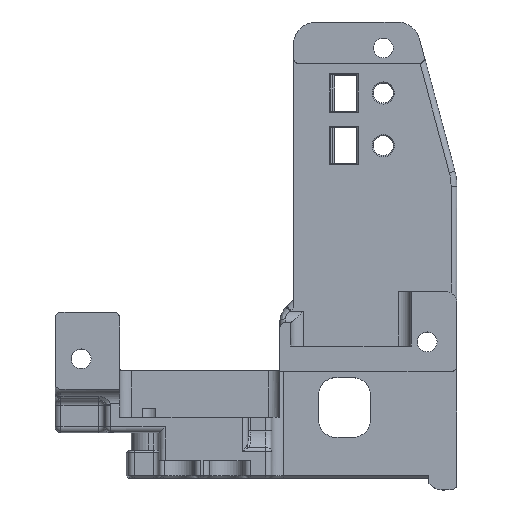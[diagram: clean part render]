
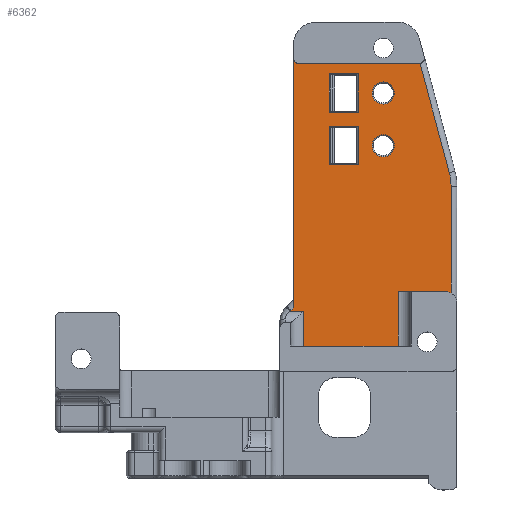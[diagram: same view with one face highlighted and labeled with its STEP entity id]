
A CAD part, top view. The second image highlights one B-rep face of the part: STEP entity #6362.
In plain terms, the highlighted planar face has unit normal (0, 0, 1).
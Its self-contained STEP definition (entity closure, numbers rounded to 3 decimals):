
#33=FACE_BOUND('',#1043,.T.);
#34=FACE_BOUND('',#1044,.T.);
#35=FACE_BOUND('',#1045,.T.);
#36=FACE_BOUND('',#1046,.T.);
#238=CIRCLE('',#6746,3.);
#266=CIRCLE('',#6785,2.);
#267=CIRCLE('',#6786,9.);
#268=CIRCLE('',#6787,1.);
#269=CIRCLE('',#6788,1.);
#270=CIRCLE('',#6789,1.9);
#271=CIRCLE('',#6790,1.9);
#660=FACE_OUTER_BOUND('',#1042,.T.);
#1042=EDGE_LOOP('',(#4335,#4336,#4337,#4338,#4339,#4340,#4341,#4342,#4343,
#4344,#4345,#4346,#4347,#4348,#4349));
#1043=EDGE_LOOP('',(#4350));
#1044=EDGE_LOOP('',(#4351));
#1045=EDGE_LOOP('',(#4352,#4353,#4354,#4355));
#1046=EDGE_LOOP('',(#4356,#4357,#4358,#4359));
#1427=LINE('',#9614,#2017);
#1431=LINE('',#9667,#2021);
#1435=LINE('',#9694,#2025);
#1482=LINE('',#9839,#2072);
#1483=LINE('',#9841,#2073);
#1484=LINE('',#9843,#2074);
#1485=LINE('',#9845,#2075);
#1486=LINE('',#9849,#2076);
#1487=LINE('',#9853,#2077);
#1488=LINE('',#9857,#2078);
#1489=LINE('',#9865,#2079);
#1490=LINE('',#9867,#2080);
#1491=LINE('',#9869,#2081);
#1492=LINE('',#9870,#2082);
#1493=LINE('',#9873,#2083);
#1494=LINE('',#9875,#2084);
#1495=LINE('',#9877,#2085);
#1496=LINE('',#9878,#2086);
#2017=VECTOR('',#7515,10.);
#2021=VECTOR('',#7533,10.);
#2025=VECTOR('',#7551,10.);
#2072=VECTOR('',#7658,10.);
#2073=VECTOR('',#7659,10.);
#2074=VECTOR('',#7660,10.);
#2075=VECTOR('',#7661,10.);
#2076=VECTOR('',#7664,10.);
#2077=VECTOR('',#7667,10.);
#2078=VECTOR('',#7670,10.);
#2079=VECTOR('',#7677,10.);
#2080=VECTOR('',#7678,10.);
#2081=VECTOR('',#7679,10.);
#2082=VECTOR('',#7680,10.);
#2083=VECTOR('',#7681,10.);
#2084=VECTOR('',#7682,10.);
#2085=VECTOR('',#7683,10.);
#2086=VECTOR('',#7684,10.);
#2607=VERTEX_POINT('',#9611);
#2608=VERTEX_POINT('',#9613);
#2612=VERTEX_POINT('',#9646);
#2614=VERTEX_POINT('',#9660);
#2621=VERTEX_POINT('',#9683);
#2686=VERTEX_POINT('',#9838);
#2687=VERTEX_POINT('',#9840);
#2688=VERTEX_POINT('',#9842);
#2689=VERTEX_POINT('',#9844);
#2690=VERTEX_POINT('',#9846);
#2691=VERTEX_POINT('',#9848);
#2692=VERTEX_POINT('',#9850);
#2693=VERTEX_POINT('',#9852);
#2694=VERTEX_POINT('',#9854);
#2695=VERTEX_POINT('',#9856);
#2696=VERTEX_POINT('',#9859);
#2697=VERTEX_POINT('',#9861);
#2698=VERTEX_POINT('',#9863);
#2699=VERTEX_POINT('',#9864);
#2700=VERTEX_POINT('',#9866);
#2701=VERTEX_POINT('',#9868);
#2702=VERTEX_POINT('',#9871);
#2703=VERTEX_POINT('',#9872);
#2704=VERTEX_POINT('',#9874);
#2705=VERTEX_POINT('',#9876);
#3230=EDGE_CURVE('',#2608,#2607,#1427,.T.);
#3239=EDGE_CURVE('',#2612,#2614,#238,.T.);
#3241=EDGE_CURVE('',#2614,#2607,#1431,.T.);
#3250=EDGE_CURVE('',#2621,#2612,#1435,.T.);
#3321=EDGE_CURVE('',#2621,#2686,#1482,.T.);
#3322=EDGE_CURVE('',#2686,#2687,#1483,.F.);
#3323=EDGE_CURVE('',#2688,#2687,#1484,.T.);
#3324=EDGE_CURVE('',#2689,#2688,#1485,.T.);
#3325=EDGE_CURVE('',#2689,#2690,#266,.T.);
#3326=EDGE_CURVE('',#2691,#2690,#1486,.T.);
#3327=EDGE_CURVE('',#2692,#2691,#267,.T.);
#3328=EDGE_CURVE('',#2693,#2692,#1487,.T.);
#3329=EDGE_CURVE('',#2694,#2693,#268,.F.);
#3330=EDGE_CURVE('',#2694,#2695,#1488,.F.);
#3331=EDGE_CURVE('',#2608,#2695,#269,.T.);
#3332=EDGE_CURVE('',#2696,#2696,#270,.T.);
#3333=EDGE_CURVE('',#2697,#2697,#271,.T.);
#3334=EDGE_CURVE('',#2698,#2699,#1489,.T.);
#3335=EDGE_CURVE('',#2700,#2698,#1490,.T.);
#3336=EDGE_CURVE('',#2701,#2700,#1491,.T.);
#3337=EDGE_CURVE('',#2699,#2701,#1492,.T.);
#3338=EDGE_CURVE('',#2702,#2703,#1493,.T.);
#3339=EDGE_CURVE('',#2704,#2702,#1494,.T.);
#3340=EDGE_CURVE('',#2705,#2704,#1495,.T.);
#3341=EDGE_CURVE('',#2703,#2705,#1496,.T.);
#4335=ORIENTED_EDGE('',*,*,#3239,.F.);
#4336=ORIENTED_EDGE('',*,*,#3250,.F.);
#4337=ORIENTED_EDGE('',*,*,#3321,.T.);
#4338=ORIENTED_EDGE('',*,*,#3322,.T.);
#4339=ORIENTED_EDGE('',*,*,#3323,.F.);
#4340=ORIENTED_EDGE('',*,*,#3324,.F.);
#4341=ORIENTED_EDGE('',*,*,#3325,.T.);
#4342=ORIENTED_EDGE('',*,*,#3326,.F.);
#4343=ORIENTED_EDGE('',*,*,#3327,.F.);
#4344=ORIENTED_EDGE('',*,*,#3328,.F.);
#4345=ORIENTED_EDGE('',*,*,#3329,.F.);
#4346=ORIENTED_EDGE('',*,*,#3330,.T.);
#4347=ORIENTED_EDGE('',*,*,#3331,.F.);
#4348=ORIENTED_EDGE('',*,*,#3230,.T.);
#4349=ORIENTED_EDGE('',*,*,#3241,.F.);
#4350=ORIENTED_EDGE('',*,*,#3332,.F.);
#4351=ORIENTED_EDGE('',*,*,#3333,.F.);
#4352=ORIENTED_EDGE('',*,*,#3334,.F.);
#4353=ORIENTED_EDGE('',*,*,#3335,.F.);
#4354=ORIENTED_EDGE('',*,*,#3336,.F.);
#4355=ORIENTED_EDGE('',*,*,#3337,.F.);
#4356=ORIENTED_EDGE('',*,*,#3338,.F.);
#4357=ORIENTED_EDGE('',*,*,#3339,.F.);
#4358=ORIENTED_EDGE('',*,*,#3340,.F.);
#4359=ORIENTED_EDGE('',*,*,#3341,.F.);
#6185=PLANE('',#6784);
#6362=ADVANCED_FACE('',(#660,#33,#34,#35,#36),#6185,.F.);
#6746=AXIS2_PLACEMENT_3D('',#9664,#7528,#7529);
#6784=AXIS2_PLACEMENT_3D('',#9837,#7656,#7657);
#6785=AXIS2_PLACEMENT_3D('',#9847,#7662,#7663);
#6786=AXIS2_PLACEMENT_3D('',#9851,#7665,#7666);
#6787=AXIS2_PLACEMENT_3D('',#9855,#7668,#7669);
#6788=AXIS2_PLACEMENT_3D('',#9858,#7671,#7672);
#6789=AXIS2_PLACEMENT_3D('',#9860,#7673,#7674);
#6790=AXIS2_PLACEMENT_3D('',#9862,#7675,#7676);
#7515=DIRECTION('',(0.,-1.,0.));
#7528=DIRECTION('center_axis',(0.,0.,
-1.));
#7529=DIRECTION('ref_axis',(-0.792,0.611,0.));
#7533=DIRECTION('',(0.707,0.707,0.));
#7551=DIRECTION('',(-1.,0.,0.));
#7656=DIRECTION('center_axis',(0.,0.,
-1.));
#7657=DIRECTION('ref_axis',(1.,0.,0.));
#7658=DIRECTION('',(0.,-1.,0.));
#7659=DIRECTION('',(-1.,0.,0.));
#7660=DIRECTION('',(0.,-1.,0.));
#7661=DIRECTION('',(-1.,0.,0.));
#7662=DIRECTION('center_axis',(0.,0.,
-1.));
#7663=DIRECTION('ref_axis',(1.,0.,0.));
#7664=DIRECTION('',(0.,-1.,0.));
#7665=DIRECTION('center_axis',(0.,0.,
-1.));
#7666=DIRECTION('ref_axis',(0.991,0.131,0.));
#7667=DIRECTION('',(0.259,-0.966,0.));
#7668=DIRECTION('center_axis',(0.,0.,
-1.));
#7669=DIRECTION('ref_axis',(0.793,-0.609,0.));
#7670=DIRECTION('',(1.,0.,0.));
#7671=DIRECTION('center_axis',(0.,0.,
1.));
#7672=DIRECTION('ref_axis',(-0.707,-0.707,0.));
#7673=DIRECTION('center_axis',(0.,0.,
1.));
#7674=DIRECTION('ref_axis',(1.,0.,0.));
#7675=DIRECTION('center_axis',(0.,0.,
1.));
#7676=DIRECTION('ref_axis',(1.,0.,0.));
#7677=DIRECTION('',(1.,0.,0.));
#7678=DIRECTION('',(0.,-1.,0.));
#7679=DIRECTION('',(-1.,0.,0.));
#7680=DIRECTION('',(0.,1.,0.));
#7681=DIRECTION('',(1.,0.,0.));
#7682=DIRECTION('',(0.,-1.,0.));
#7683=DIRECTION('',(-1.,0.,0.));
#7684=DIRECTION('',(0.,1.,0.));
#9611=CARTESIAN_POINT('',(6.377,1.106,12.05));
#9613=CARTESIAN_POINT('',(6.377,43.884,12.05));
#9614=CARTESIAN_POINT('',(6.377,13.55,12.05));
#9646=CARTESIAN_POINT('',(5.855,0.579,12.05));
#9660=CARTESIAN_POINT('',(5.956,0.685,12.05));
#9664=CARTESIAN_POINT('Origin',(8.077,-1.437,12.05));
#9667=CARTESIAN_POINT('',(8.092,2.821,12.05));
#9683=CARTESIAN_POINT('',(8.148,0.579,12.05));
#9694=CARTESIAN_POINT('',(4.076,0.579,12.05));
#9837=CARTESIAN_POINT('Origin',(8.148,4.379,12.05));
#9838=CARTESIAN_POINT('',(8.148,-5.421,12.05));
#9839=CARTESIAN_POINT('',(8.148,0.379,12.05));
#9840=CARTESIAN_POINT('',(24.348,-5.421,12.05));
#9841=CARTESIAN_POINT('',(13.687,-5.421,12.05));
#9842=CARTESIAN_POINT('',(24.348,3.92,12.05));
#9843=CARTESIAN_POINT('',(24.348,4.379,12.05));
#9844=CARTESIAN_POINT('',(32.376,3.92,12.05));
#9845=CARTESIAN_POINT('',(26.349,3.92,12.05));
#9846=CARTESIAN_POINT('',(33.376,3.652,12.05));
#9847=CARTESIAN_POINT('Origin',(32.376,1.92,12.05));
#9848=CARTESIAN_POINT('',(33.376,21.948,12.05));
#9849=CARTESIAN_POINT('',(33.376,-4.521,12.05));
#9850=CARTESIAN_POINT('',(33.069,24.278,12.05));
#9851=CARTESIAN_POINT('Origin',(24.376,21.948,12.05));
#9852=CARTESIAN_POINT('',(28.075,42.918,12.05));
#9853=CARTESIAN_POINT('',(32.913,24.861,12.05));
#9854=CARTESIAN_POINT('',(27.816,42.884,12.05));
#9855=CARTESIAN_POINT('Origin',(27.816,43.884,12.05));
#9856=CARTESIAN_POINT('',(7.377,42.884,12.05));
#9857=CARTESIAN_POINT('',(11.763,42.884,12.05));
#9858=CARTESIAN_POINT('Origin',(7.377,43.884,12.05));
#9859=CARTESIAN_POINT('',(19.879,37.884,12.05));
#9860=CARTESIAN_POINT('Origin',(21.779,37.884,12.05));
#9861=CARTESIAN_POINT('',(19.879,28.884,12.05));
#9862=CARTESIAN_POINT('Origin',(21.779,28.884,12.05));
#9863=CARTESIAN_POINT('',(12.501,25.584,12.05));
#9864=CARTESIAN_POINT('',(17.479,25.584,12.05));
#9865=CARTESIAN_POINT('',(10.819,25.584,12.05));
#9866=CARTESIAN_POINT('',(12.501,32.184,12.05));
#9867=CARTESIAN_POINT('',(12.501,25.884,12.05));
#9868=CARTESIAN_POINT('',(17.479,32.184,12.05));
#9869=CARTESIAN_POINT('',(10.819,32.184,12.05));
#9870=CARTESIAN_POINT('',(17.479,15.132,12.05));
#9871=CARTESIAN_POINT('',(12.501,34.584,12.05));
#9872=CARTESIAN_POINT('',(17.479,34.584,12.05));
#9873=CARTESIAN_POINT('',(10.819,34.584,12.05));
#9874=CARTESIAN_POINT('',(12.501,41.184,12.05));
#9875=CARTESIAN_POINT('',(12.501,34.884,12.05));
#9876=CARTESIAN_POINT('',(17.479,41.184,12.05));
#9877=CARTESIAN_POINT('',(10.819,41.184,12.05));
#9878=CARTESIAN_POINT('',(17.479,19.632,12.05));
